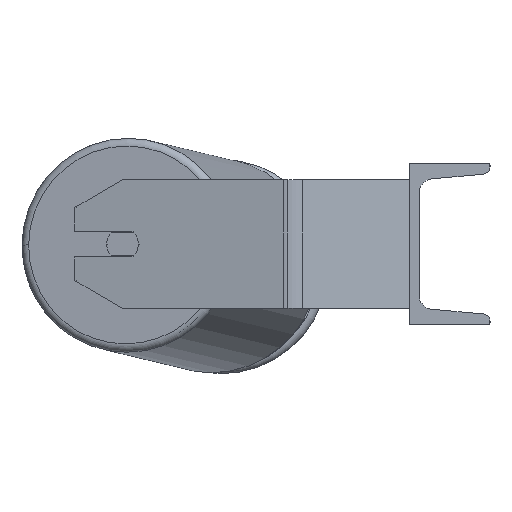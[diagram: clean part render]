
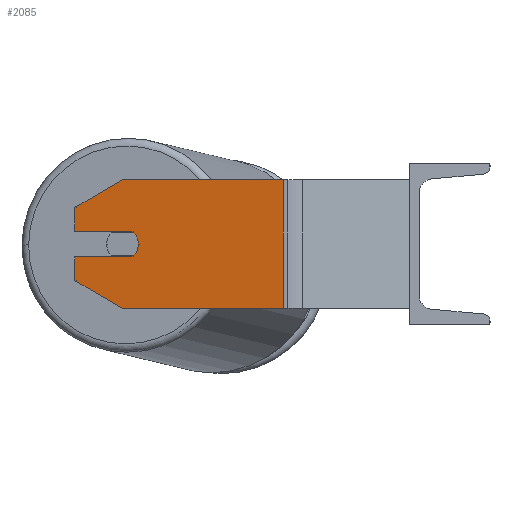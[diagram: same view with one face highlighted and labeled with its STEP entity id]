
A CAD part, left-side view. The second image highlights one B-rep face of the part: STEP entity #2085.
In plain terms, the highlighted planar face has unit normal (-0.985, 0.174, 0).
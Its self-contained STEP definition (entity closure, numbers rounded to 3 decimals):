
#2 = DIRECTION ( 'NONE',  ( -0.174, -0.985, 0. ) ) ;
#260 = ORIENTED_EDGE ( 'NONE', *, *, #1308, .T. ) ;
#398 = CARTESIAN_POINT ( 'NONE',  ( -511.274, 207.835, 40. ) ) ;
#477 = CARTESIAN_POINT ( 'NONE',  ( -511.274, 207.835, 8. ) ) ;
#502 = VECTOR ( 'NONE', #7792, 1000. ) ;
#606 = VECTOR ( 'NONE', #6027, 1000. ) ;
#639 = ORIENTED_EDGE ( 'NONE', *, *, #7901, .T. ) ;
#965 = CARTESIAN_POINT ( 'NONE',  ( -517.526, 172.381, -8. ) ) ;
#1114 = CARTESIAN_POINT ( 'NONE',  ( -517.526, 172.381, 8. ) ) ;
#1150 = DIRECTION ( 'NONE',  ( -0.985, 0.174, 0. ) ) ;
#1171 = EDGE_CURVE ( 'NONE', #8524, #7704, #4004, .T. ) ;
#1181 = VERTEX_POINT ( 'NONE', #7467 ) ;
#1213 = CARTESIAN_POINT ( 'NONE',  ( -518.22, 168.442, 0. ) ) ;
#1308 = EDGE_CURVE ( 'NONE', #1327, #6316, #7349, .T. ) ;
#1327 = VERTEX_POINT ( 'NONE', #3764 ) ;
#1759 = VERTEX_POINT ( 'NONE', #1114 ) ;
#1777 = VECTOR ( 'NONE', #8669, 1000. ) ;
#1790 = ORIENTED_EDGE ( 'NONE', *, *, #3328, .F. ) ;
#1978 = VERTEX_POINT ( 'NONE', #8628 ) ;
#2066 = CIRCLE ( 'NONE', #3253, 10. ) ;
#2085 = ADVANCED_FACE ( 'NONE', ( #3327 ), #6124, .F. ) ;
#2503 = CARTESIAN_POINT ( 'NONE',  ( -534.113, 78.311, 40. ) ) ;
#2645 = DIRECTION ( 'NONE',  ( 0.15, 0.853, -0.5 ) ) ;
#2675 = DIRECTION ( 'NONE',  ( -0.174, -0.985, 0. ) ) ;
#2800 = ORIENTED_EDGE ( 'NONE', *, *, #6016, .T. ) ;
#2866 = VECTOR ( 'NONE', #5182, 1000. ) ;
#2904 = VERTEX_POINT ( 'NONE', #1213 ) ;
#3088 = ORIENTED_EDGE ( 'NONE', *, *, #9014, .F. ) ;
#3109 = DIRECTION ( 'NONE',  ( -0.174, -0.985, 0. ) ) ;
#3235 = DIRECTION ( 'NONE',  ( -0.985, 0.174, 0. ) ) ;
#3253 = AXIS2_PLACEMENT_3D ( 'NONE', #7512, #1150, #4065 ) ;
#3327 = FACE_OUTER_BOUND ( 'NONE', #5847, .T. ) ;
#3328 = EDGE_CURVE ( 'NONE', #1759, #7704, #7206, .T. ) ;
#3370 = CARTESIAN_POINT ( 'NONE',  ( -516.484, 178.29, 0. ) ) ;
#3485 = CARTESIAN_POINT ( 'NONE',  ( -516.484, 178.29, -40. ) ) ;
#3527 = LINE ( 'NONE', #3485, #7527 ) ;
#3561 = EDGE_CURVE ( 'NONE', #4848, #6316, #8825, .T. ) ;
#3651 = CARTESIAN_POINT ( 'NONE',  ( -511.274, 207.835, 40. ) ) ;
#3764 = CARTESIAN_POINT ( 'NONE',  ( -516.484, 178.29, -40. ) ) ;
#3892 = AXIS2_PLACEMENT_3D ( 'NONE', #4654, #5360, #8167 ) ;
#3935 = ORIENTED_EDGE ( 'NONE', *, *, #1171, .T. ) ;
#3971 = EDGE_CURVE ( 'NONE', #9106, #2904, #2066, .T. ) ;
#4004 = LINE ( 'NONE', #398, #606 ) ;
#4029 = ORIENTED_EDGE ( 'NONE', *, *, #3971, .F. ) ;
#4065 = DIRECTION ( 'NONE',  ( -0.174, -0.985, 0. ) ) ;
#4621 = DIRECTION ( 'NONE',  ( 0., 0., -1. ) ) ;
#4654 = CARTESIAN_POINT ( 'NONE',  ( -511.274, 207.835, 40. ) ) ;
#4764 = VECTOR ( 'NONE', #3109, 1000. ) ;
#4848 = VERTEX_POINT ( 'NONE', #6144 ) ;
#4862 = CARTESIAN_POINT ( 'NONE',  ( -511.274, 207.835, 22.679 ) ) ;
#4919 = EDGE_CURVE ( 'NONE', #8448, #1181, #8078, .T. ) ;
#5007 = ORIENTED_EDGE ( 'NONE', *, *, #6584, .F. ) ;
#5174 = EDGE_CURVE ( 'NONE', #2904, #1759, #6327, .T. ) ;
#5182 = DIRECTION ( 'NONE',  ( 0.174, 0.985, 0. ) ) ;
#5188 = CARTESIAN_POINT ( 'NONE',  ( -534.113, 78.311, -40. ) ) ;
#5191 = CARTESIAN_POINT ( 'NONE',  ( -511.274, 207.835, -40. ) ) ;
#5237 = CARTESIAN_POINT ( 'NONE',  ( -511.274, 207.835, 8. ) ) ;
#5360 = DIRECTION ( 'NONE',  ( 0.985, -0.174, 0. ) ) ;
#5492 = VECTOR ( 'NONE', #2, 1000. ) ;
#5516 = LINE ( 'NONE', #4862, #6831 ) ;
#5634 = ORIENTED_EDGE ( 'NONE', *, *, #4919, .T. ) ;
#5724 = LINE ( 'NONE', #7115, #5492 ) ;
#5766 = CARTESIAN_POINT ( 'NONE',  ( -511.274, 207.835, 40. ) ) ;
#5847 = EDGE_LOOP ( 'NONE', ( #5634, #2800, #260, #6726, #3088, #639, #3935, #1790, #8039, #4029, #5007 ) ) ;
#6016 = EDGE_CURVE ( 'NONE', #1181, #1327, #3527, .T. ) ;
#6027 = DIRECTION ( 'NONE',  ( 0., 0., -1. ) ) ;
#6068 = CARTESIAN_POINT ( 'NONE',  ( -511.274, 207.835, 22.679 ) ) ;
#6124 = PLANE ( 'NONE',  #3892 ) ;
#6144 = CARTESIAN_POINT ( 'NONE',  ( -534.113, 78.311, 40. ) ) ;
#6316 = VERTEX_POINT ( 'NONE', #5188 ) ;
#6327 = CIRCLE ( 'NONE', #7514, 10. ) ;
#6584 = EDGE_CURVE ( 'NONE', #8448, #9106, #5724, .T. ) ;
#6726 = ORIENTED_EDGE ( 'NONE', *, *, #3561, .F. ) ;
#6831 = VECTOR ( 'NONE', #2645, 1000. ) ;
#7001 = VECTOR ( 'NONE', #4621, 1000. ) ;
#7115 = CARTESIAN_POINT ( 'NONE',  ( -517.526, 172.381, -8. ) ) ;
#7155 = LINE ( 'NONE', #3651, #502 ) ;
#7206 = LINE ( 'NONE', #5237, #2866 ) ;
#7349 = LINE ( 'NONE', #5191, #4764 ) ;
#7467 = CARTESIAN_POINT ( 'NONE',  ( -511.274, 207.835, -22.679 ) ) ;
#7512 = CARTESIAN_POINT ( 'NONE',  ( -516.484, 178.29, 0. ) ) ;
#7514 = AXIS2_PLACEMENT_3D ( 'NONE', #3370, #3235, #2675 ) ;
#7527 = VECTOR ( 'NONE', #7586, 1000. ) ;
#7586 = DIRECTION ( 'NONE',  ( -0.15, -0.853, -0.5 ) ) ;
#7704 = VERTEX_POINT ( 'NONE', #477 ) ;
#7792 = DIRECTION ( 'NONE',  ( -0.174, -0.985, 0. ) ) ;
#7901 = EDGE_CURVE ( 'NONE', #1978, #8524, #5516, .T. ) ;
#7919 = CARTESIAN_POINT ( 'NONE',  ( -511.274, 207.835, -8. ) ) ;
#8039 = ORIENTED_EDGE ( 'NONE', *, *, #5174, .F. ) ;
#8078 = LINE ( 'NONE', #5766, #1777 ) ;
#8167 = DIRECTION ( 'NONE',  ( 0.174, 0.985, 0. ) ) ;
#8448 = VERTEX_POINT ( 'NONE', #7919 ) ;
#8524 = VERTEX_POINT ( 'NONE', #6068 ) ;
#8628 = CARTESIAN_POINT ( 'NONE',  ( -516.484, 178.29, 40. ) ) ;
#8669 = DIRECTION ( 'NONE',  ( 0., 0., -1. ) ) ;
#8825 = LINE ( 'NONE', #2503, #7001 ) ;
#9014 = EDGE_CURVE ( 'NONE', #1978, #4848, #7155, .T. ) ;
#9106 = VERTEX_POINT ( 'NONE', #965 ) ;
